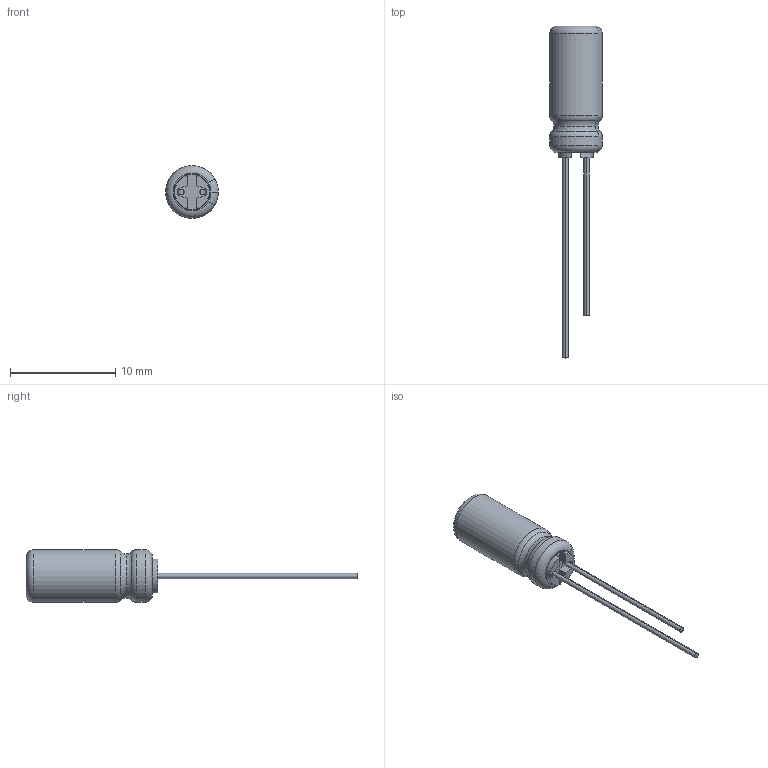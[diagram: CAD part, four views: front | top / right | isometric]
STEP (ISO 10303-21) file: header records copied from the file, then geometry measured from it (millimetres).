
FILE_DESCRIPTION (( 'STEP AP214' ), '1' );
FILE_NAME ('UVR1E470MDD.STEP', '2023-09-05T07:45:50', ( '' ), ( '' ), 'SwSTEP 2.0', 'SolidWorks 2021', '' );
FILE_SCHEMA (( 'AUTOMOTIVE_DESIGN' ));
Length unit declared in the file: millimetre
Products named in the file (1): UVR1E470MDD
Bounding box: 5 x 31.5 x 5 mm (x, y, z)
Volume: 233.1 mm3; surface area: 446.6 mm2
Topology: 6 solids, 6 shells, 84 faces, 203 edges, 133 vertices
Faces by surface type: plane 38, cylinder 28, torus 18
Entity records: 2579 total; most frequent: DIRECTION 482, CARTESIAN_POINT 421, ORIENTED_EDGE 406, EDGE_CURVE 203, AXIS2_PLACEMENT_3D 194, VERTEX_POINT 133, CIRCLE 109, LINE 94
